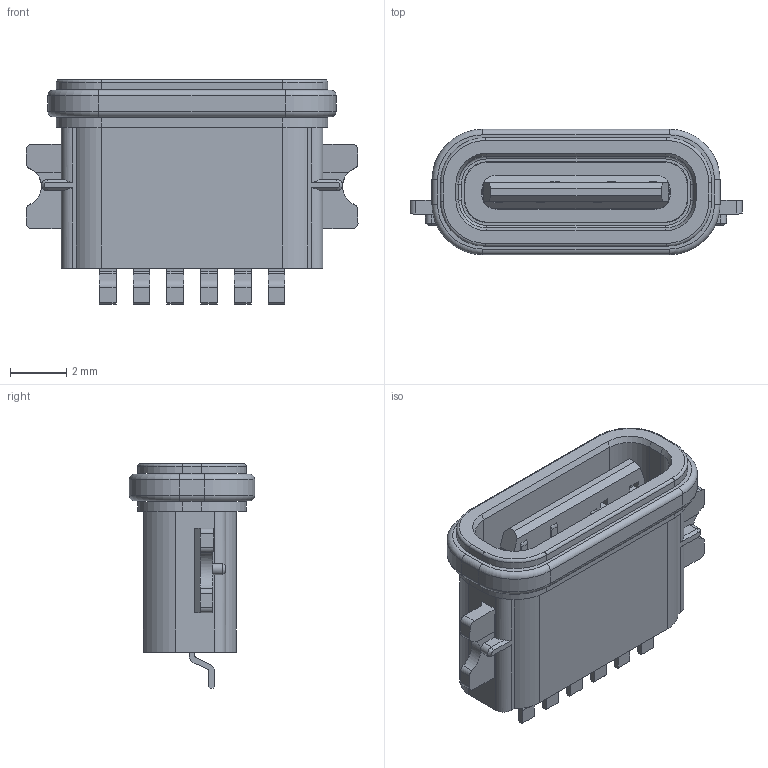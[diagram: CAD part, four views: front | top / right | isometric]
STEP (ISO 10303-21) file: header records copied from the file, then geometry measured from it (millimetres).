
FILE_DESCRIPTION(/* description */ (''),/* implementation_level */ '2;1');
FILE_NAME(/* name */ 'A947_3D.stp',/* time_stamp */ '2025-08-07T13:43:40+08:00',/* author */ (''),/* organization */ (''),/* preprocessor_version */ 'ST-DEVELOPER v16',/* originating_system */ 'SIEMENS PLM Software NX 10.0',/* authorisation */ '');
FILE_SCHEMA (('AUTOMOTIVE_DESIGN { 1 0 10303 214 3 1 1 1 }'));
Length unit declared in the file: millimetre
Products named in the file (1): xue157CFA7Bg9fw
Bounding box: 11.8 x 4.46 x 7.99 mm (x, y, z)
Volume: 143.8 mm3; surface area: 584.3 mm2
Topology: 2 solids, 3 shells, 754 faces, 2034 edges, 1331 vertices
Faces by surface type: plane 540, cylinder 184, torus 16, cone 14
Entity records: 23434 total; most frequent: CARTESIAN_POINT 4393, ORIENTED_EDGE 4068, DIRECTION 3794, EDGE_CURVE 2034, LINE 1602, VECTOR 1602, VERTEX_POINT 1331, AXIS2_PLACEMENT_3D 1096
